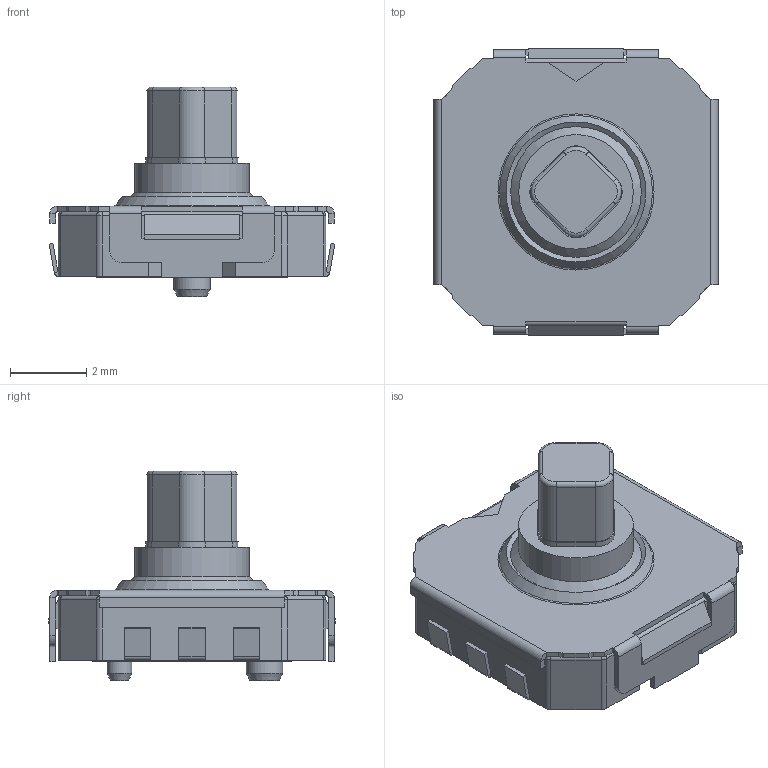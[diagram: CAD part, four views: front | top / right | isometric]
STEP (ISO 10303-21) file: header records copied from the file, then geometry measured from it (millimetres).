
FILE_DESCRIPTION(/* description */ (''),/* implementation_level */ '2;1');
FILE_NAME(/* name */ 'SKRHAD.step',/* time_stamp */ '2024-02-28T15:06:00-08:00',/* author */ (''),/* organization */ (''),/* preprocessor_version */ 'ST-DEVELOPER v20',/* originating_system */ 'Autodesk Translation Framework v12.20.1.177',/* authorisation */ '');
FILE_SCHEMA (('AUTOMOTIVE_DESIGN { 1 0 10303 214 3 1 1 }'));
Length unit declared in the file: millimetre
Products named in the file (1): (Unsaved)
Bounding box: 7.48 x 7.5 x 5.5 mm (x, y, z)
Volume: 105.3 mm3; surface area: 214 mm2
Topology: 1 solids, 1 shells, 282 faces, 725 edges, 444 vertices
Faces by surface type: plane 190, cylinder 73, bspline 8, torus 5, cone 5, sphere 1
Full cylindrical faces by diameter (mm): 0.65 x1, 0.95 x1, 3 x1
Entity records: 8802 total; most frequent: CARTESIAN_POINT 1804, ORIENTED_EDGE 1450, DIRECTION 1446, EDGE_CURVE 725, LINE 550, VECTOR 550, AXIS2_PLACEMENT_3D 448, VERTEX_POINT 444
